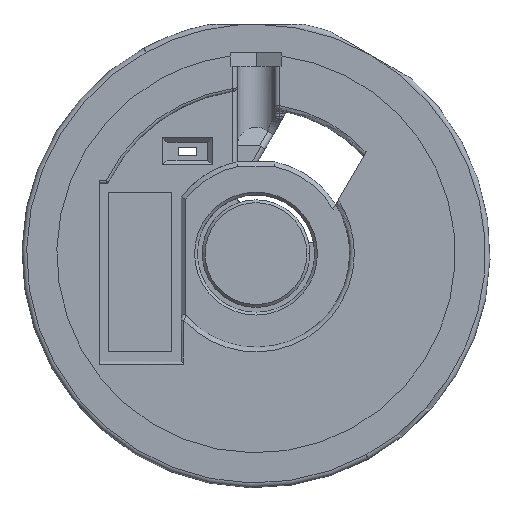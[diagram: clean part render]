
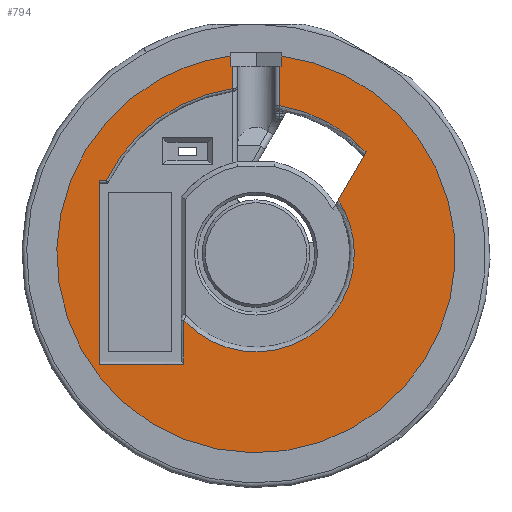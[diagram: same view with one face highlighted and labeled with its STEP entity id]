
A CAD part, top view. The second image highlights one B-rep face of the part: STEP entity #794.
In plain terms, the highlighted planar face has unit normal (0, 0, 1).
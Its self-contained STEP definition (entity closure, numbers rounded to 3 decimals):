
#360=CARTESIAN_POINT('Line Origine',(-33.5,-4.,16.)) ;
#364=CARTESIAN_POINT('Vertex',(-33.5,15.6,16.)) ;
#366=CARTESIAN_POINT('Vertex',(-33.5,-23.6,16.)) ;
#590=CARTESIAN_POINT('Axis2P3D Location',(0.,0.,16.)) ;
#594=CARTESIAN_POINT('Vertex',(-5.,35.247,16.)) ;
#596=CARTESIAN_POINT('Vertex',(-32.,15.6,16.)) ;
#654=CARTESIAN_POINT('Line Origine',(0.,15.6,16.)) ;
#666=CARTESIAN_POINT('Axis2P3D Location',(0.,42.552,16.)) ;
#671=CARTESIAN_POINT('Axis2P3D Location',(0.,0.,16.)) ;
#675=CARTESIAN_POINT('Vertex',(21.,0.,16.)) ;
#677=CARTESIAN_POINT('Vertex',(17.591,11.469,16.)) ;
#680=CARTESIAN_POINT('Axis2P3D Location',(0.,0.,16.)) ;
#684=CARTESIAN_POINT('Vertex',(-15.4,-14.277,16.)) ;
#687=CARTESIAN_POINT('Line Origine',(-15.4,-18.939,16.)) ;
#691=CARTESIAN_POINT('Vertex',(-15.4,-23.6,16.)) ;
#694=CARTESIAN_POINT('Line Origine',(-24.45,-23.6,16.)) ;
#699=CARTESIAN_POINT('Line Origine',(-5.,37.624,16.)) ;
#703=CARTESIAN_POINT('Vertex',(-5.,40.,16.)) ;
#706=CARTESIAN_POINT('Line Origine',(-5.175,40.,16.)) ;
#710=CARTESIAN_POINT('Vertex',(-5.35,40.,16.)) ;
#713=CARTESIAN_POINT('Line Origine',(-5.35,41.107,16.)) ;
#717=CARTESIAN_POINT('Vertex',(-5.35,42.215,16.)) ;
#720=CARTESIAN_POINT('Axis2P3D Location',(0.,0.,16.)) ;
#724=CARTESIAN_POINT('Vertex',(-20.401,37.343,16.)) ;
#727=CARTESIAN_POINT('Axis2P3D Location',(0.,0.,16.)) ;
#731=CARTESIAN_POINT('Vertex',(20.401,-37.343,16.)) ;
#734=CARTESIAN_POINT('Axis2P3D Location',(0.,0.,16.)) ;
#738=CARTESIAN_POINT('Vertex',(5.35,42.215,16.)) ;
#741=CARTESIAN_POINT('Line Origine',(5.35,41.107,16.)) ;
#745=CARTESIAN_POINT('Vertex',(5.35,40.,16.)) ;
#748=CARTESIAN_POINT('Line Origine',(5.175,40.,16.)) ;
#752=CARTESIAN_POINT('Vertex',(5.,40.,16.)) ;
#755=CARTESIAN_POINT('Line Origine',(5.,35.803,16.)) ;
#759=CARTESIAN_POINT('Vertex',(5.,31.607,16.)) ;
#762=CARTESIAN_POINT('Axis2P3D Location',(0.,0.,16.)) ;
#766=CARTESIAN_POINT('Vertex',(23.506,21.713,16.)) ;
#769=CARTESIAN_POINT('Line Origine',(20.549,16.591,16.)) ;
#361=DIRECTION('Vector Direction',(0.,-1.,0.)) ;
#591=DIRECTION('Axis2P3D Direction',(-0.,0.,1.)) ;
#655=DIRECTION('Vector Direction',(1.,0.,0.)) ;
#667=DIRECTION('Axis2P3D Direction',(0.,0.,1.)) ;
#668=DIRECTION('Axis2P3D XDirection',(1.,0.,0.)) ;
#672=DIRECTION('Axis2P3D Direction',(0.,0.,1.)) ;
#681=DIRECTION('Axis2P3D Direction',(0.,0.,1.)) ;
#688=DIRECTION('Vector Direction',(0.,1.,0.)) ;
#695=DIRECTION('Vector Direction',(-1.,0.,0.)) ;
#700=DIRECTION('Vector Direction',(0.,-1.,0.)) ;
#707=DIRECTION('Vector Direction',(1.,0.,0.)) ;
#714=DIRECTION('Vector Direction',(0.,-1.,0.)) ;
#721=DIRECTION('Axis2P3D Direction',(0.,0.,1.)) ;
#728=DIRECTION('Axis2P3D Direction',(0.,0.,1.)) ;
#735=DIRECTION('Axis2P3D Direction',(0.,0.,1.)) ;
#742=DIRECTION('Vector Direction',(0.,-1.,0.)) ;
#749=DIRECTION('Vector Direction',(1.,0.,0.)) ;
#756=DIRECTION('Vector Direction',(0.,1.,0.)) ;
#763=DIRECTION('Axis2P3D Direction',(0.,0.,1.)) ;
#770=DIRECTION('Vector Direction',(-0.5,-0.866,0.)) ;
#592=AXIS2_PLACEMENT_3D('Circle Axis2P3D',#590,#591,$) ;
#669=AXIS2_PLACEMENT_3D('Plane Axis2P3D',#666,#667,#668) ;
#673=AXIS2_PLACEMENT_3D('Circle Axis2P3D',#671,#672,$) ;
#682=AXIS2_PLACEMENT_3D('Circle Axis2P3D',#680,#681,$) ;
#722=AXIS2_PLACEMENT_3D('Circle Axis2P3D',#720,#721,$) ;
#729=AXIS2_PLACEMENT_3D('Circle Axis2P3D',#727,#728,$) ;
#736=AXIS2_PLACEMENT_3D('Circle Axis2P3D',#734,#735,$) ;
#764=AXIS2_PLACEMENT_3D('Circle Axis2P3D',#762,#763,$) ;
#775=ORIENTED_EDGE('',*,*,#679,.F.) ;
#776=ORIENTED_EDGE('',*,*,#686,.F.) ;
#777=ORIENTED_EDGE('',*,*,#693,.F.) ;
#778=ORIENTED_EDGE('',*,*,#698,.F.) ;
#779=ORIENTED_EDGE('',*,*,#368,.F.) ;
#780=ORIENTED_EDGE('',*,*,#658,.F.) ;
#781=ORIENTED_EDGE('',*,*,#598,.F.) ;
#782=ORIENTED_EDGE('',*,*,#705,.T.) ;
#783=ORIENTED_EDGE('',*,*,#712,.F.) ;
#784=ORIENTED_EDGE('',*,*,#719,.F.) ;
#785=ORIENTED_EDGE('',*,*,#726,.T.) ;
#786=ORIENTED_EDGE('',*,*,#733,.T.) ;
#787=ORIENTED_EDGE('',*,*,#740,.T.) ;
#788=ORIENTED_EDGE('',*,*,#747,.T.) ;
#789=ORIENTED_EDGE('',*,*,#754,.F.) ;
#790=ORIENTED_EDGE('',*,*,#761,.F.) ;
#791=ORIENTED_EDGE('',*,*,#768,.F.) ;
#792=ORIENTED_EDGE('',*,*,#773,.F.) ;
#362=VECTOR('Line Direction',#361,1.) ;
#656=VECTOR('Line Direction',#655,1.) ;
#689=VECTOR('Line Direction',#688,1.) ;
#696=VECTOR('Line Direction',#695,1.) ;
#701=VECTOR('Line Direction',#700,1.) ;
#708=VECTOR('Line Direction',#707,1.) ;
#715=VECTOR('Line Direction',#714,1.) ;
#743=VECTOR('Line Direction',#742,1.) ;
#750=VECTOR('Line Direction',#749,1.) ;
#757=VECTOR('Line Direction',#756,1.) ;
#771=VECTOR('Line Direction',#770,1.) ;
#794=ADVANCED_FACE('\X2\04220435043B043E\X0\ \X2\0434043504420430043B0438\X0\',(#793),#670,.T.) ;
#593=CIRCLE('generated circle',#592,35.6) ;
#674=CIRCLE('generated circle',#673,21.) ;
#683=CIRCLE('generated circle',#682,21.) ;
#723=CIRCLE('generated circle',#722,42.552) ;
#730=CIRCLE('generated circle',#729,42.552) ;
#737=CIRCLE('generated circle',#736,42.552) ;
#765=CIRCLE('generated circle',#764,32.) ;
#368=EDGE_CURVE('',#365,#367,#363,.T.) ;
#598=EDGE_CURVE('',#595,#597,#593,.T.) ;
#658=EDGE_CURVE('',#597,#365,#657,.F.) ;
#679=EDGE_CURVE('',#676,#678,#674,.T.) ;
#686=EDGE_CURVE('',#685,#676,#683,.T.) ;
#693=EDGE_CURVE('',#692,#685,#690,.T.) ;
#698=EDGE_CURVE('',#367,#692,#697,.F.) ;
#705=EDGE_CURVE('',#595,#704,#702,.F.) ;
#712=EDGE_CURVE('',#711,#704,#709,.T.) ;
#719=EDGE_CURVE('',#718,#711,#716,.T.) ;
#726=EDGE_CURVE('',#718,#725,#723,.T.) ;
#733=EDGE_CURVE('',#725,#732,#730,.T.) ;
#740=EDGE_CURVE('',#732,#739,#737,.T.) ;
#747=EDGE_CURVE('',#739,#746,#744,.T.) ;
#754=EDGE_CURVE('',#753,#746,#751,.T.) ;
#761=EDGE_CURVE('',#760,#753,#758,.T.) ;
#768=EDGE_CURVE('',#767,#760,#765,.T.) ;
#773=EDGE_CURVE('',#678,#767,#772,.F.) ;
#774=EDGE_LOOP('',(#775,#776,#777,#778,#779,#780,#781,#782,#783,#784,#785,#786,#787,#788,#789,#790,#791,#792)) ;
#793=FACE_OUTER_BOUND('',#774,.T.) ;
#363=LINE('Line',#360,#362) ;
#657=LINE('Line',#654,#656) ;
#690=LINE('Line',#687,#689) ;
#697=LINE('Line',#694,#696) ;
#702=LINE('Line',#699,#701) ;
#709=LINE('Line',#706,#708) ;
#716=LINE('Line',#713,#715) ;
#744=LINE('Line',#741,#743) ;
#751=LINE('Line',#748,#750) ;
#758=LINE('Line',#755,#757) ;
#772=LINE('Line',#769,#771) ;
#670=PLANE('Plane',#669) ;
#365=VERTEX_POINT('',#364) ;
#367=VERTEX_POINT('',#366) ;
#595=VERTEX_POINT('',#594) ;
#597=VERTEX_POINT('',#596) ;
#676=VERTEX_POINT('',#675) ;
#678=VERTEX_POINT('',#677) ;
#685=VERTEX_POINT('',#684) ;
#692=VERTEX_POINT('',#691) ;
#704=VERTEX_POINT('',#703) ;
#711=VERTEX_POINT('',#710) ;
#718=VERTEX_POINT('',#717) ;
#725=VERTEX_POINT('',#724) ;
#732=VERTEX_POINT('',#731) ;
#739=VERTEX_POINT('',#738) ;
#746=VERTEX_POINT('',#745) ;
#753=VERTEX_POINT('',#752) ;
#760=VERTEX_POINT('',#759) ;
#767=VERTEX_POINT('',#766) ;
